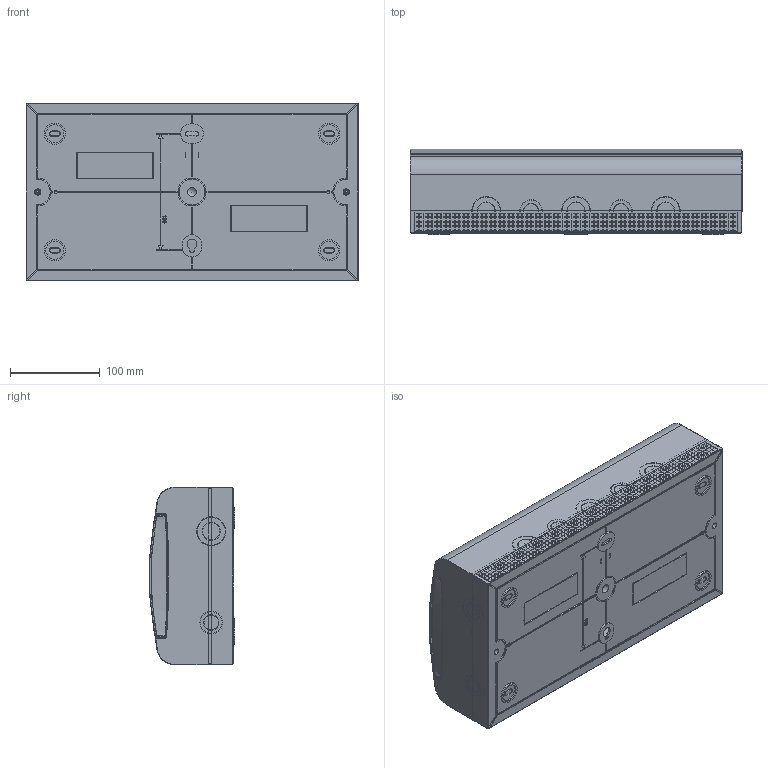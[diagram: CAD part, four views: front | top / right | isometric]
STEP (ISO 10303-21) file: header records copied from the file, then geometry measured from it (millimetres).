
FILE_DESCRIPTION (( 'STEP AP214' ), '1' );
FILE_NAME ('SB-N-18(W).ÃÌ Ùèò ðàñïðåä. íàâåñíîé ÙÐÍ-Ï-18.STEP', '2025-01-17T07:01:42', ( '' ), ( '' ), 'SwSTEP 2.0', 'SolidWorks 2021', '' );
FILE_SCHEMA (( 'AUTOMOTIVE_DESIGN' ));
Length unit declared in the file: millimetre
Products named in the file (1): SB-N-18(W).ÃÌ Ùèò ðàñïðåä. íàâåñíîé ÙÐÍ-Ï-18
Bounding box: 370 x 94.79 x 198 mm (x, y, z)
Volume: 674886.5 mm3; surface area: 687180.9 mm2
Topology: 34 solids, 34 shells, 7406 faces, 19595 edges, 12798 vertices
Faces by surface type: plane 4658, bspline 1155, cylinder 846, cone 530, torus 178, sphere 39
Entity records: 366036 total; most frequent: CARTESIAN_POINT 111229, ORIENTED_EDGE 39028, DIRECTION 30154, EDGE_CURVE 19514, LINE 12954, VECTOR 12954, VERTEX_POINT 12790, AXIS2_PLACEMENT_3D 8600
